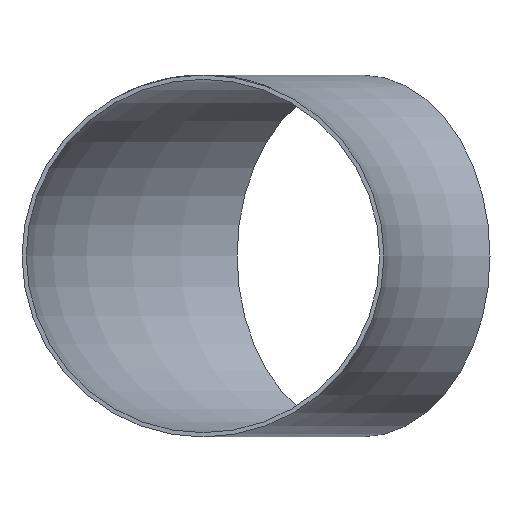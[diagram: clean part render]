
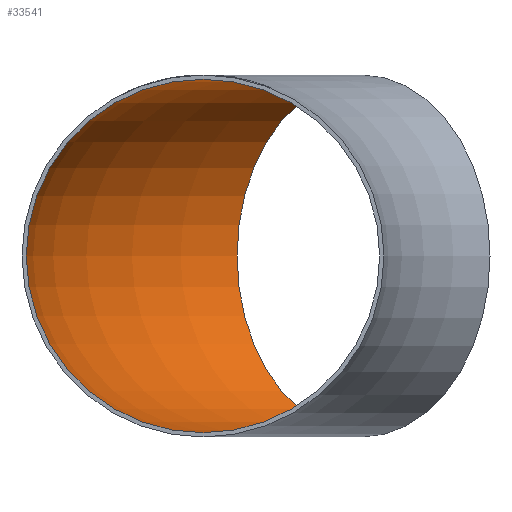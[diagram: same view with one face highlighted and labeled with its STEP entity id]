
A CAD part, front view. The second image highlights one B-rep face of the part: STEP entity #33541.
In plain terms, the highlighted toroidal (fillet/blend) face has major radius 762 mm and minor radius 248 mm.
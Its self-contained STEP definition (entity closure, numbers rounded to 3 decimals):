
#3858 = DIRECTION ( 'NONE',  ( 0., 0., -1. ) ) ;
#4244 = DIRECTION ( 'NONE',  ( 0., 1., 0. ) ) ;
#4984 = CARTESIAN_POINT ( 'NONE',  ( -762., 0., 248. ) ) ;
#6022 = CIRCLE ( 'NONE', #13264, 248. ) ;
#7658 = EDGE_CURVE ( 'NONE', #8077, #8077, #23102, .T. ) ;
#8064 = EDGE_CURVE ( 'NONE', #24137, #24137, #6022, .T. ) ;
#8077 = VERTEX_POINT ( 'NONE', #4984 ) ;
#8278 = DIRECTION ( 'NONE',  ( 0.707, 0.707, 0. ) ) ;
#12654 = ORIENTED_EDGE ( 'NONE', *, *, #8064, .T. ) ;
#13264 = AXIS2_PLACEMENT_3D ( 'NONE', #20439, #8278, #17147 ) ;
#13350 = CARTESIAN_POINT ( 'NONE',  ( -762., 0., 0. ) ) ;
#14883 = CARTESIAN_POINT ( 'NONE',  ( -714.178, 714.178, 0. ) ) ;
#17057 = DIRECTION ( 'NONE',  ( -1., 0., 0. ) ) ;
#17147 = DIRECTION ( 'NONE',  ( -0.707, 0.707, 0. ) ) ;
#20012 = EDGE_LOOP ( 'NONE', ( #31204 ) ) ;
#20143 = CARTESIAN_POINT ( 'NONE',  ( 0., 0., 0. ) ) ;
#20348 = FACE_OUTER_BOUND ( 'NONE', #31561, .T. ) ;
#20439 = CARTESIAN_POINT ( 'NONE',  ( -538.815, 538.815, 0. ) ) ;
#23102 = CIRCLE ( 'NONE', #27039, 248. ) ;
#24137 = VERTEX_POINT ( 'NONE', #14883 ) ;
#27039 = AXIS2_PLACEMENT_3D ( 'NONE', #13350, #4244, #31859 ) ;
#31204 = ORIENTED_EDGE ( 'NONE', *, *, #7658, .F. ) ;
#31561 = EDGE_LOOP ( 'NONE', ( #12654 ) ) ;
#31859 = DIRECTION ( 'NONE',  ( 0., 0., 1. ) ) ;
#33541 = ADVANCED_FACE ( 'NONE', ( #20348, #36004 ), #34675, .F. ) ;
#34675 = TOROIDAL_SURFACE ( 'NONE', #39264, 762., 248. ) ;
#36004 = FACE_OUTER_BOUND ( 'NONE', #20012, .T. ) ;
#39264 = AXIS2_PLACEMENT_3D ( 'NONE', #20143, #3858, #17057 ) ;
